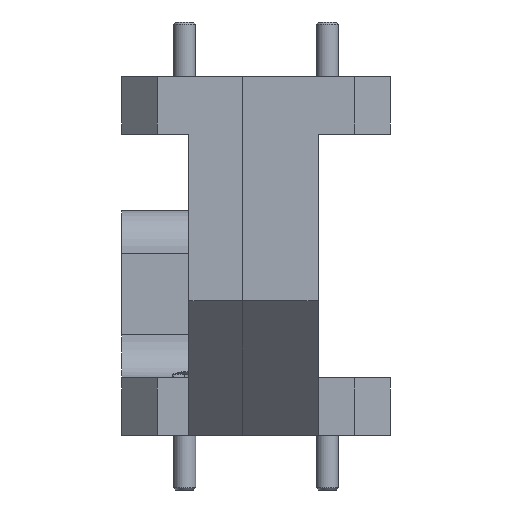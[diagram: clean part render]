
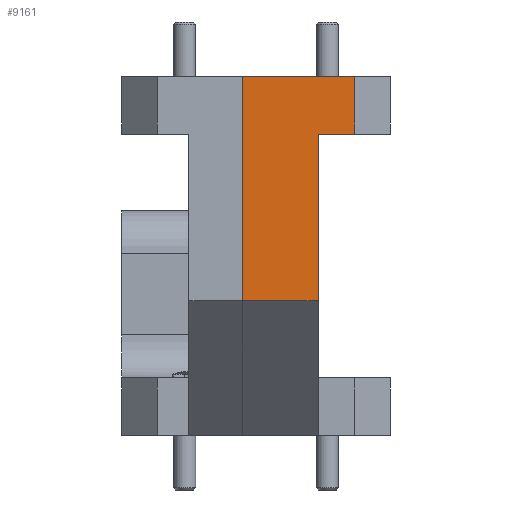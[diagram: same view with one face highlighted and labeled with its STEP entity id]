
A CAD part, left-side view. The second image highlights one B-rep face of the part: STEP entity #9161.
In plain terms, the highlighted planar face has unit normal (-1, 0, 0).
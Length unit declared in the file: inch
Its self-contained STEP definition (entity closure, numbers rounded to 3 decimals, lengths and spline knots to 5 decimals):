
#266 = LINE ( 'NONE', #4007, #5272 ) ;
#452 = VECTOR ( 'NONE', #5344, 39.37008 ) ;
#576 = VERTEX_POINT ( 'NONE', #2405 ) ;
#769 = CARTESIAN_POINT ( 'NONE',  ( -1.46351, -0.1795, 0.05363 ) ) ;
#986 = AXIS2_PLACEMENT_3D ( 'NONE', #18464, #12618, #15573 ) ;
#1313 = VECTOR ( 'NONE', #4171, 39.37008 ) ;
#2367 = ORIENTED_EDGE ( 'NONE', *, *, #19001, .F. ) ;
#2405 = CARTESIAN_POINT ( 'NONE',  ( -1.46351, 0.0305, 0.05363 ) ) ;
#2498 = CARTESIAN_POINT ( 'NONE',  ( -1.46351, -0.1795, 0.67863 ) ) ;
#3036 = CARTESIAN_POINT ( 'NONE',  ( -1.46351, -0.1795, 0.05363 ) ) ;
#3257 = FACE_OUTER_BOUND ( 'NONE', #9970, .T. ) ;
#3716 = ORIENTED_EDGE ( 'NONE', *, *, #9173, .T. ) ;
#4007 = CARTESIAN_POINT ( 'NONE',  ( -1.46351, -0.2815, 0.67863 ) ) ;
#4171 = DIRECTION ( 'NONE',  ( 0., 1., 0. ) ) ;
#5136 = DIRECTION ( 'NONE',  ( 0., 0., -1. ) ) ;
#5272 = VECTOR ( 'NONE', #10130, 39.37008 ) ;
#5344 = DIRECTION ( 'NONE',  ( 0., 1., 0. ) ) ;
#5533 = VECTOR ( 'NONE', #18719, 39.37008 ) ;
#6078 = CARTESIAN_POINT ( 'NONE',  ( -1.46351, -0.1795, 0.51863 ) ) ;
#6100 = VERTEX_POINT ( 'NONE', #15495 ) ;
#6183 = CARTESIAN_POINT ( 'NONE',  ( -1.46351, 0.0305, 0.67863 ) ) ;
#6728 = LINE ( 'NONE', #2498, #5533 ) ;
#6909 = VECTOR ( 'NONE', #5136, 39.37008 ) ;
#8966 = ORIENTED_EDGE ( 'NONE', *, *, #12206, .F. ) ;
#9161 = ADVANCED_FACE ( 'NONE', ( #3257 ), #11112, .F. ) ;
#9173 = EDGE_CURVE ( 'NONE', #12447, #6100, #6728, .T. ) ;
#9614 = ORIENTED_EDGE ( 'NONE', *, *, #14686, .T. ) ;
#9970 = EDGE_LOOP ( 'NONE', ( #8966, #16143, #3716, #9614, #13521, #2367 ) ) ;
#10093 = EDGE_CURVE ( 'NONE', #10318, #12447, #266, .T. ) ;
#10130 = DIRECTION ( 'NONE',  ( 0., 0., 1. ) ) ;
#10318 = VERTEX_POINT ( 'NONE', #10639 ) ;
#10334 = LINE ( 'NONE', #769, #452 ) ;
#10524 = LINE ( 'NONE', #18855, #1313 ) ;
#10639 = CARTESIAN_POINT ( 'NONE',  ( -1.46351, -0.2815, 0.51863 ) ) ;
#10815 = LINE ( 'NONE', #12633, #6909 ) ;
#11112 = PLANE ( 'NONE',  #986 ) ;
#11370 = VERTEX_POINT ( 'NONE', #6078 ) ;
#12206 = EDGE_CURVE ( 'NONE', #10318, #11370, #10524, .T. ) ;
#12366 = CARTESIAN_POINT ( 'NONE',  ( -1.46351, -0.2815, 0.67863 ) ) ;
#12447 = VERTEX_POINT ( 'NONE', #12366 ) ;
#12618 = DIRECTION ( 'NONE',  ( 1., 0., 0. ) ) ;
#12633 = CARTESIAN_POINT ( 'NONE',  ( -1.46351, -0.1795, 0.67863 ) ) ;
#13125 = EDGE_CURVE ( 'NONE', #14443, #576, #10334, .T. ) ;
#13414 = DIRECTION ( 'NONE',  ( 0., 0., -1. ) ) ;
#13521 = ORIENTED_EDGE ( 'NONE', *, *, #13125, .F. ) ;
#14353 = LINE ( 'NONE', #6183, #16878 ) ;
#14443 = VERTEX_POINT ( 'NONE', #3036 ) ;
#14686 = EDGE_CURVE ( 'NONE', #6100, #576, #14353, .T. ) ;
#15495 = CARTESIAN_POINT ( 'NONE',  ( -1.46351, 0.0305, 0.67863 ) ) ;
#15573 = DIRECTION ( 'NONE',  ( 0., 0., 1. ) ) ;
#16143 = ORIENTED_EDGE ( 'NONE', *, *, #10093, .T. ) ;
#16878 = VECTOR ( 'NONE', #13414, 39.37008 ) ;
#18464 = CARTESIAN_POINT ( 'NONE',  ( -1.46351, -0.1795, 0.67863 ) ) ;
#18719 = DIRECTION ( 'NONE',  ( 0., 1., 0. ) ) ;
#18855 = CARTESIAN_POINT ( 'NONE',  ( -1.46351, -2.63718, 0.51863 ) ) ;
#19001 = EDGE_CURVE ( 'NONE', #11370, #14443, #10815, .T. ) ;
